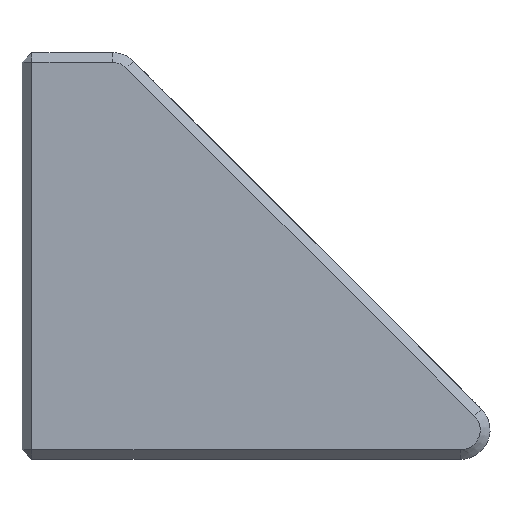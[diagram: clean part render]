
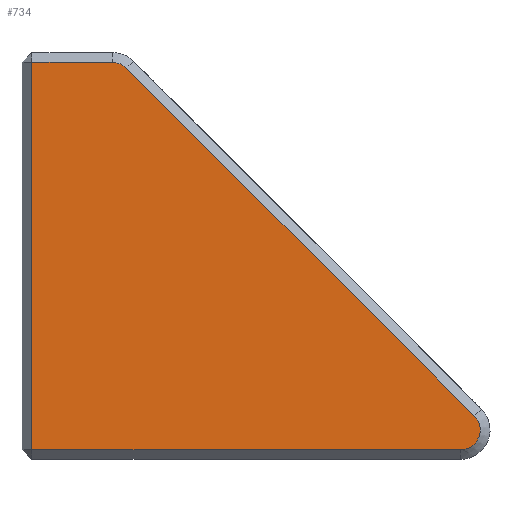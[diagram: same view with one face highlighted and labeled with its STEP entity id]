
A CAD part, left-side view. The second image highlights one B-rep face of the part: STEP entity #734.
In plain terms, the highlighted planar face has unit normal (-1, 0, 0).
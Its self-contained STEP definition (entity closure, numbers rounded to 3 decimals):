
#72 = PLANE('',#73);
#73 = AXIS2_PLACEMENT_3D('',#74,#75,#76);
#74 = CARTESIAN_POINT('',(53.5,-107.086,-31.816));
#75 = DIRECTION('',(-0.707,0.,-0.707)
  );
#76 = DIRECTION('',(0.,1.,0.));
#159 = CONICAL_SURFACE('',#160,3.,0.785);
#160 = AXIS2_PLACEMENT_3D('',#161,#162,#163);
#161 = CARTESIAN_POINT('',(54.,-151.843,-29.316));
#162 = DIRECTION('',(1.,0.,0.));
#163 = DIRECTION('',(0.,0.,-1.));
#230 = VERTEX_POINT('',#231);
#231 = CARTESIAN_POINT('',(53.,-108.086,-31.316));
#257 = EDGE_CURVE('',#230,#258,#260,.T.);
#258 = VERTEX_POINT('',#259);
#259 = CARTESIAN_POINT('',(53.,-151.843,-31.316));
#260 = SURFACE_CURVE('',#261,(#265,#272),.PCURVE_S1.);
#261 = LINE('',#262,#263);
#262 = CARTESIAN_POINT('',(53.,-107.086,-31.316));
#263 = VECTOR('',#264,1.);
#264 = DIRECTION('',(0.,-1.,0.));
#265 = PCURVE('',#72,#266);
#266 = DEFINITIONAL_REPRESENTATION('',(#267),#271);
#267 = LINE('',#268,#269);
#268 = CARTESIAN_POINT('',(-0.,-0.707));
#269 = VECTOR('',#270,1.);
#270 = DIRECTION('',(-1.,0.));
#271 = ( GEOMETRIC_REPRESENTATION_CONTEXT(2) 
PARAMETRIC_REPRESENTATION_CONTEXT() REPRESENTATION_CONTEXT('2D SPACE',''
  ) );
#272 = PCURVE('',#273,#278);
#273 = PLANE('',#274);
#274 = AXIS2_PLACEMENT_3D('',#275,#276,#277);
#275 = CARTESIAN_POINT('',(53.,-127.008,-16.859));
#276 = DIRECTION('',(-1.,0.,0.));
#277 = DIRECTION('',(0.,0.,-1.));
#278 = DEFINITIONAL_REPRESENTATION('',(#279),#283);
#279 = LINE('',#280,#281);
#280 = CARTESIAN_POINT('',(14.457,-19.922));
#281 = VECTOR('',#282,1.);
#282 = DIRECTION('',(0.,1.));
#283 = ( GEOMETRIC_REPRESENTATION_CONTEXT(2) 
PARAMETRIC_REPRESENTATION_CONTEXT() REPRESENTATION_CONTEXT('2D SPACE',''
  ) );
#464 = EDGE_CURVE('',#258,#465,#467,.T.);
#465 = VERTEX_POINT('',#466);
#466 = CARTESIAN_POINT('',(53.,-153.257,-27.902));
#467 = SURFACE_CURVE('',#468,(#473,#480),.PCURVE_S1.);
#468 = CIRCLE('',#469,2.);
#469 = AXIS2_PLACEMENT_3D('',#470,#471,#472);
#470 = CARTESIAN_POINT('',(53.,-151.843,-29.316));
#471 = DIRECTION('',(-1.,0.,0.));
#472 = DIRECTION('',(0.,0.,-1.));
#473 = PCURVE('',#159,#474);
#474 = DEFINITIONAL_REPRESENTATION('',(#475),#479);
#475 = LINE('',#476,#477);
#476 = CARTESIAN_POINT('',(-0.,-1.));
#477 = VECTOR('',#478,1.);
#478 = DIRECTION('',(-1.,0.));
#479 = ( GEOMETRIC_REPRESENTATION_CONTEXT(2) 
PARAMETRIC_REPRESENTATION_CONTEXT() REPRESENTATION_CONTEXT('2D SPACE',''
  ) );
#480 = PCURVE('',#273,#481);
#481 = DEFINITIONAL_REPRESENTATION('',(#482),#486);
#482 = CIRCLE('',#483,2.);
#483 = AXIS2_PLACEMENT_2D('',#484,#485);
#484 = CARTESIAN_POINT('',(12.457,24.835));
#485 = DIRECTION('',(1.,0.));
#486 = ( GEOMETRIC_REPRESENTATION_CONTEXT(2) 
PARAMETRIC_REPRESENTATION_CONTEXT() REPRESENTATION_CONTEXT('2D SPACE',''
  ) );
#501 = PLANE('',#502);
#502 = AXIS2_PLACEMENT_3D('',#503,#504,#505);
#503 = CARTESIAN_POINT('',(53.5,-153.611,-27.548));
#504 = DIRECTION('',(-0.707,-0.5,0.5));
#505 = DIRECTION('',(0.,-0.707,-0.707)
  );
#722 = PLANE('',#723);
#723 = AXIS2_PLACEMENT_3D('',#724,#725,#726);
#724 = CARTESIAN_POINT('',(53.5,-107.586,9.184));
#725 = DIRECTION('',(-0.707,0.707,0.)
  );
#726 = DIRECTION('',(0.,0.,1.));
#734 = ADVANCED_FACE('',(#735),#273,.T.);
#735 = FACE_BOUND('',#736,.T.);
#736 = EDGE_LOOP('',(#737,#738,#739,#762,#791,#819));
#737 = ORIENTED_EDGE('',*,*,#257,.T.);
#738 = ORIENTED_EDGE('',*,*,#464,.T.);
#739 = ORIENTED_EDGE('',*,*,#740,.T.);
#740 = EDGE_CURVE('',#465,#741,#743,.T.);
#741 = VERTEX_POINT('',#742);
#742 = CARTESIAN_POINT('',(53.,-117.757,7.598));
#743 = SURFACE_CURVE('',#744,(#748,#755),.PCURVE_S1.);
#744 = LINE('',#745,#746);
#745 = CARTESIAN_POINT('',(53.,-153.257,-27.902));
#746 = VECTOR('',#747,1.);
#747 = DIRECTION('',(0.,0.707,0.707)
  );
#748 = PCURVE('',#273,#749);
#749 = DEFINITIONAL_REPRESENTATION('',(#750),#754);
#750 = LINE('',#751,#752);
#751 = CARTESIAN_POINT('',(11.043,26.249));
#752 = VECTOR('',#753,1.);
#753 = DIRECTION('',(-0.707,-0.707));
#754 = ( GEOMETRIC_REPRESENTATION_CONTEXT(2) 
PARAMETRIC_REPRESENTATION_CONTEXT() REPRESENTATION_CONTEXT('2D SPACE',''
  ) );
#755 = PCURVE('',#501,#756);
#756 = DEFINITIONAL_REPRESENTATION('',(#757),#761);
#757 = LINE('',#758,#759);
#758 = CARTESIAN_POINT('',(-0.,-0.707));
#759 = VECTOR('',#760,1.);
#760 = DIRECTION('',(-1.,0.));
#761 = ( GEOMETRIC_REPRESENTATION_CONTEXT(2) 
PARAMETRIC_REPRESENTATION_CONTEXT() REPRESENTATION_CONTEXT('2D SPACE',''
  ) );
#762 = ORIENTED_EDGE('',*,*,#763,.T.);
#763 = EDGE_CURVE('',#741,#764,#766,.T.);
#764 = VERTEX_POINT('',#765);
#765 = CARTESIAN_POINT('',(53.,-116.343,8.184));
#766 = SURFACE_CURVE('',#767,(#772,#779),.PCURVE_S1.);
#767 = CIRCLE('',#768,2.);
#768 = AXIS2_PLACEMENT_3D('',#769,#770,#771);
#769 = CARTESIAN_POINT('',(53.,-116.343,6.184));
#770 = DIRECTION('',(-1.,0.,0.));
#771 = DIRECTION('',(0.,-0.707,0.707)
  );
#772 = PCURVE('',#273,#773);
#773 = DEFINITIONAL_REPRESENTATION('',(#774),#778);
#774 = CIRCLE('',#775,2.);
#775 = AXIS2_PLACEMENT_2D('',#776,#777);
#776 = CARTESIAN_POINT('',(-23.043,-10.665));
#777 = DIRECTION('',(-0.707,0.707));
#778 = ( GEOMETRIC_REPRESENTATION_CONTEXT(2) 
PARAMETRIC_REPRESENTATION_CONTEXT() REPRESENTATION_CONTEXT('2D SPACE',''
  ) );
#779 = PCURVE('',#780,#785);
#780 = CONICAL_SURFACE('',#781,3.,0.785);
#781 = AXIS2_PLACEMENT_3D('',#782,#783,#784);
#782 = CARTESIAN_POINT('',(54.,-116.343,6.184));
#783 = DIRECTION('',(1.,0.,0.));
#784 = DIRECTION('',(0.,-0.707,0.707)
  );
#785 = DEFINITIONAL_REPRESENTATION('',(#786),#790);
#786 = LINE('',#787,#788);
#787 = CARTESIAN_POINT('',(-0.,-1.));
#788 = VECTOR('',#789,1.);
#789 = DIRECTION('',(-1.,0.));
#790 = ( GEOMETRIC_REPRESENTATION_CONTEXT(2) 
PARAMETRIC_REPRESENTATION_CONTEXT() REPRESENTATION_CONTEXT('2D SPACE',''
  ) );
#791 = ORIENTED_EDGE('',*,*,#792,.T.);
#792 = EDGE_CURVE('',#764,#793,#795,.T.);
#793 = VERTEX_POINT('',#794);
#794 = CARTESIAN_POINT('',(53.,-108.086,8.184));
#795 = SURFACE_CURVE('',#796,(#800,#807),.PCURVE_S1.);
#796 = LINE('',#797,#798);
#797 = CARTESIAN_POINT('',(53.,-116.343,8.184));
#798 = VECTOR('',#799,1.);
#799 = DIRECTION('',(0.,1.,0.));
#800 = PCURVE('',#273,#801);
#801 = DEFINITIONAL_REPRESENTATION('',(#802),#806);
#802 = LINE('',#803,#804);
#803 = CARTESIAN_POINT('',(-25.043,-10.665));
#804 = VECTOR('',#805,1.);
#805 = DIRECTION('',(0.,-1.));
#806 = ( GEOMETRIC_REPRESENTATION_CONTEXT(2) 
PARAMETRIC_REPRESENTATION_CONTEXT() REPRESENTATION_CONTEXT('2D SPACE',''
  ) );
#807 = PCURVE('',#808,#813);
#808 = PLANE('',#809);
#809 = AXIS2_PLACEMENT_3D('',#810,#811,#812);
#810 = CARTESIAN_POINT('',(53.5,-116.343,8.684));
#811 = DIRECTION('',(-0.707,0.,0.707)
  );
#812 = DIRECTION('',(0.,-1.,0.));
#813 = DEFINITIONAL_REPRESENTATION('',(#814),#818);
#814 = LINE('',#815,#816);
#815 = CARTESIAN_POINT('',(-0.,-0.707));
#816 = VECTOR('',#817,1.);
#817 = DIRECTION('',(-1.,0.));
#818 = ( GEOMETRIC_REPRESENTATION_CONTEXT(2) 
PARAMETRIC_REPRESENTATION_CONTEXT() REPRESENTATION_CONTEXT('2D SPACE',''
  ) );
#819 = ORIENTED_EDGE('',*,*,#820,.T.);
#820 = EDGE_CURVE('',#793,#230,#821,.T.);
#821 = SURFACE_CURVE('',#822,(#826,#833),.PCURVE_S1.);
#822 = LINE('',#823,#824);
#823 = CARTESIAN_POINT('',(53.,-108.086,9.184));
#824 = VECTOR('',#825,1.);
#825 = DIRECTION('',(0.,0.,-1.));
#826 = PCURVE('',#273,#827);
#827 = DEFINITIONAL_REPRESENTATION('',(#828),#832);
#828 = LINE('',#829,#830);
#829 = CARTESIAN_POINT('',(-26.043,-18.922));
#830 = VECTOR('',#831,1.);
#831 = DIRECTION('',(1.,0.));
#832 = ( GEOMETRIC_REPRESENTATION_CONTEXT(2) 
PARAMETRIC_REPRESENTATION_CONTEXT() REPRESENTATION_CONTEXT('2D SPACE',''
  ) );
#833 = PCURVE('',#722,#834);
#834 = DEFINITIONAL_REPRESENTATION('',(#835),#839);
#835 = LINE('',#836,#837);
#836 = CARTESIAN_POINT('',(-0.,-0.707));
#837 = VECTOR('',#838,1.);
#838 = DIRECTION('',(-1.,0.));
#839 = ( GEOMETRIC_REPRESENTATION_CONTEXT(2) 
PARAMETRIC_REPRESENTATION_CONTEXT() REPRESENTATION_CONTEXT('2D SPACE',''
  ) );
